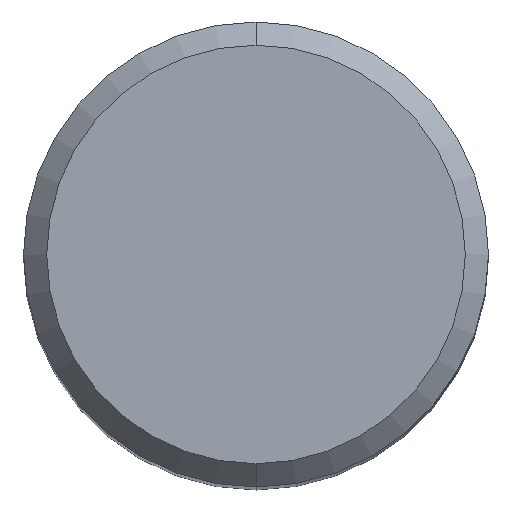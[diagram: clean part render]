
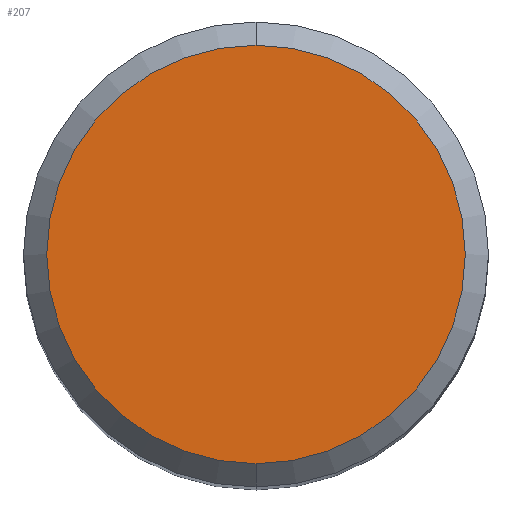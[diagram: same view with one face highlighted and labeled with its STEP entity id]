
A CAD part, top view. The second image highlights one B-rep face of the part: STEP entity #207.
In plain terms, the highlighted planar face has unit normal (0, 0, 1).
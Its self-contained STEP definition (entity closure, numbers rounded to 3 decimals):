
#207=ADVANCED_FACE('',(#500),#501,.T.);
#251=EDGE_CURVE('',#367,#335,#551,.T.);
#335=VERTEX_POINT('',#644);
#367=VERTEX_POINT('',#677);
#417=EDGE_CURVE('',#335,#367,#732,.T.);
#500=FACE_OUTER_BOUND('',#891,.T.);
#501=PLANE('',#892);
#551=CIRCLE('',#959,5.4);
#644=CARTESIAN_POINT('',(0.,-5.4,0.0));
#677=CARTESIAN_POINT('',(0.0,5.4,0.0));
#732=CIRCLE('',#1395,5.4);
#891=EDGE_LOOP('',(#1473,#1474));
#892=AXIS2_PLACEMENT_3D('',#1475,#1476,#1477);
#959=AXIS2_PLACEMENT_3D('',#1549,#1550,#1551);
#1395=AXIS2_PLACEMENT_3D('',#1744,#1745,#1746);
#1473=ORIENTED_EDGE('',*,*,#251,.F.);
#1474=ORIENTED_EDGE('',*,*,#417,.F.);
#1475=CARTESIAN_POINT('',(0.0,2.7,0.0));
#1476=DIRECTION('',(-0.0,0.0,1.0));
#1477=DIRECTION('',(0.0,-1.0,0.0));
#1549=CARTESIAN_POINT('',(0.0,0.0,0.0));
#1550=DIRECTION('',(0.0,0.0,-1.0));
#1551=DIRECTION('',(0.0,1.0,0.0));
#1744=CARTESIAN_POINT('',(0.0,0.0,0.0));
#1745=DIRECTION('',(0.0,0.0,-1.0));
#1746=DIRECTION('',(0.0,1.0,0.0));
